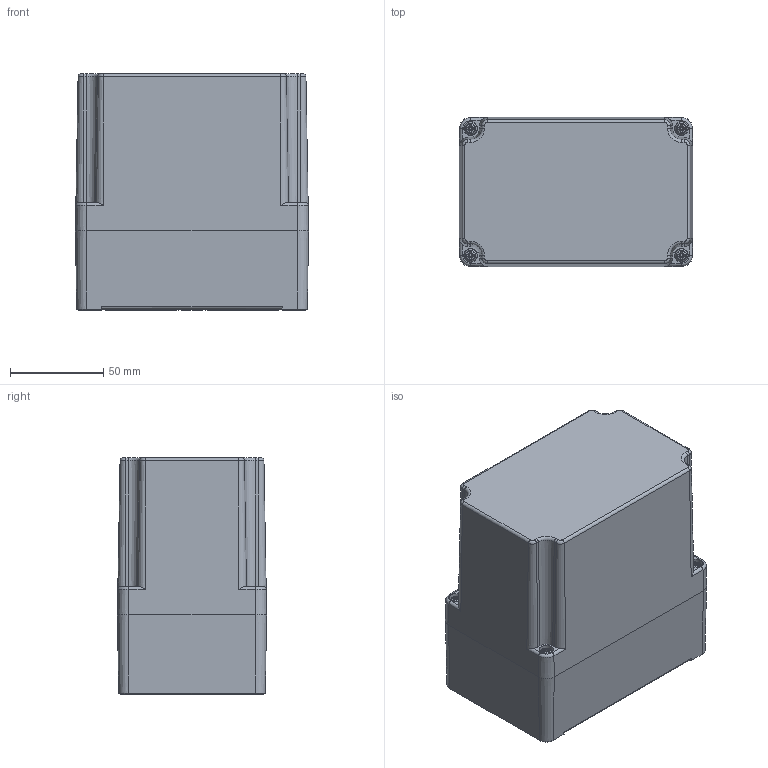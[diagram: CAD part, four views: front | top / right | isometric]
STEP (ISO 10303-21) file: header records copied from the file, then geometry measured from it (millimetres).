
FILE_DESCRIPTION((''),'2;1');
FILE_NAME('0101101200-MBA_128012_VE.stp','2014-10-29T08:20:58',('robin.rentz'),(''),'Autodesk Inventor 2012','Autodesk Inventor 2012','');
FILE_SCHEMA(('CONFIG_CONTROL_DESIGN'));
Length unit declared in the file: millimetre
Products named in the file (5): 0101101200-MBA_128012_VE; 0100101102-UT_128055_VE; 0100101201-OT_128012_VE; xxx-O-Ring-MBA_128055; 1990000011 Schraube A2 BM4x20_11
Assembly tree (7 placements, depth 2):
  0101101200-MBA_128012_VE
    0100101102-UT_128055_VE
    0100101201-OT_128012_VE
    xxx-O-Ring-MBA_128055
    1990000011 Schraube A2 BM4x20_11  x4
Bounding box: 125 x 80 x 126.5 mm (x, y, z)
Volume: 309788.7 mm3; surface area: 142378.9 mm2
Topology: 7 solids, 7 shells, 1425 faces, 3660 edges, 2333 vertices
Faces by surface type: plane 570, bspline 324, torus 190, cylinder 171, cone 164, sphere 6
Full cylindrical faces by diameter (mm): 3.242 x11, 3.3 x4, 3.5 x2, 4 x4, 4.5 x4, 4.6 x2, 6.8 x4, 7 x2, 7.2 x3, 7.5 x4, 8 x3, 8.5 x2, 10 x2
Entity records: 40985 total; most frequent: CARTESIAN_POINT 13079, ORIENTED_EDGE 6130, DIRECTION 4945, EDGE_CURVE 3065, VERTEX_POINT 2002, VECTOR 1689, LINE 1689, AXIS2_PLACEMENT_3D 1628
